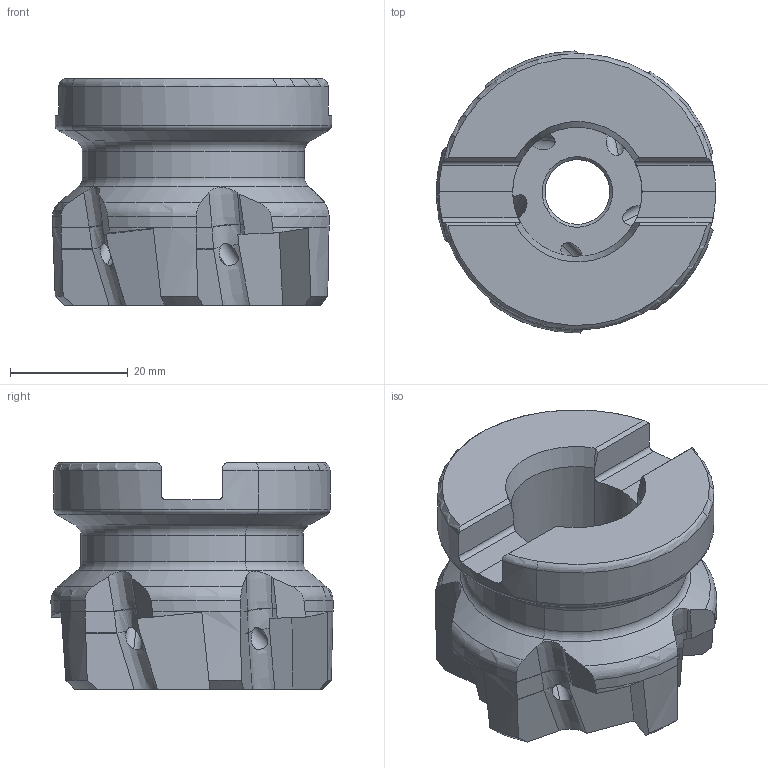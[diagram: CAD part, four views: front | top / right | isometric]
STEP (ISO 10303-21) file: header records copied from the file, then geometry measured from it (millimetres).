
FILE_DESCRIPTION(/* description */ ('Extracted from STEP assembly: cutter.stp'),/* implementation_level */ '2;1');
FILE_NAME(/* name */ 'part_3105316_-_T490_FLN_D050-05-22-R-13',/* time_stamp */ '2016-11-02T10:56:49+08:00',/* author */ ('Qiuling Huang','Yujiang Li','Mikael Hedlind'),/* organization */ ('KTH'),/* preprocessor_version */ 'ST-DEVELOPER v15',/* originating_system */ 'SIEMENS PLM Software NX 8.0',/* authorisation */ '');
FILE_SCHEMA (('AUTOMOTIVE_DESIGN'));
Length unit declared in the file: millimetre
Products named in the file (1): 103
Bounding box: 47.47 x 47.95 x 38.5 mm (x, y, z)
Volume: 39913.8 mm3; surface area: 12140.2 mm2
Topology: 1 solids, 1 shells, 188 faces, 559 edges, 370 vertices
Faces by surface type: plane 53, cylinder 42, torus 31, cone 27, bspline 25, sphere 10
Entity records: 9269 total; most frequent: CARTESIAN_POINT 4599, ORIENTED_EDGE 1110, DIRECTION 724, EDGE_CURVE 555, VERTEX_POINT 361, AXIS2_PLACEMENT_3D 307, B_SPLINE_CURVE_WITH_KNOTS 285, EDGE_LOOP 192
